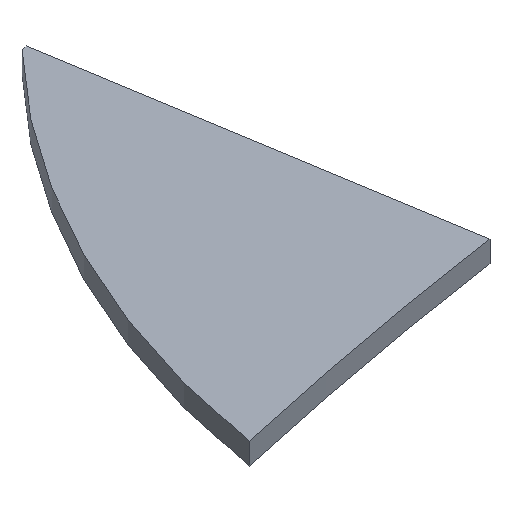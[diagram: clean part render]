
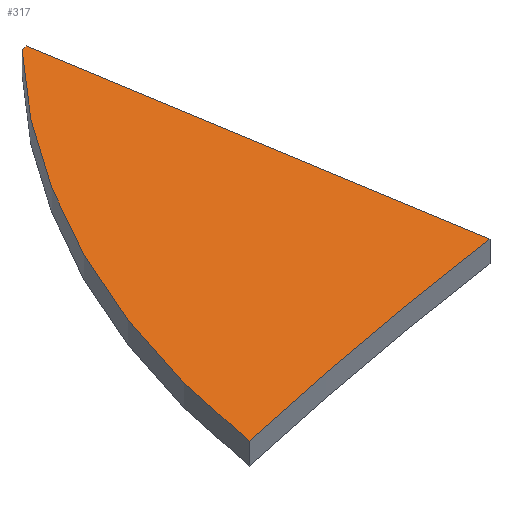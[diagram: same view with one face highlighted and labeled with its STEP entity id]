
A CAD part, isometric view. The second image highlights one B-rep face of the part: STEP entity #317.
In plain terms, the highlighted planar face has unit normal (0, 0, 1).
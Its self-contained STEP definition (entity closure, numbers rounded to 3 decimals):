
#160=CARTESIAN_POINT('',(-352.318,57.626,9.0));
#161=VERTEX_POINT('',#160);
#162=CARTESIAN_POINT('',(-258.219,246.519,9.0));
#163=VERTEX_POINT('',#162);
#164=CARTESIAN_POINT('',(0.0,0.0,9.0));
#165=DIRECTION('',(0.0,0.0,-1.));
#166=DIRECTION('',(-0.723,0.691,0.0));
#167=AXIS2_PLACEMENT_3D('',#164,#165,#166);
#168=CIRCLE('',#167,357.0);
#169=EDGE_CURVE('',#161,#163,#168,.T.);
#202=CARTESIAN_POINT('',(-256.044,246.874,9.0));
#203=VERTEX_POINT('',#202);
#204=CARTESIAN_POINT('',(0.,-1332.,9.0));
#205=DIRECTION('',(0.0,0.0,-1.));
#206=DIRECTION('',(-0.16,0.987,0.0));
#207=AXIS2_PLACEMENT_3D('',#204,#205,#206);
#208=CIRCLE('',#207,1599.5);
#209=EDGE_CURVE('',#163,#203,#208,.T.);
#235=CARTESIAN_POINT('',(-229.101,80.403,9.0));
#236=VERTEX_POINT('',#235);
#237=CARTESIAN_POINT('',(-256.044,246.874,9.0));
#238=DIRECTION('',(0.16,-0.987,0.0));
#239=VECTOR('',#238,168.637);
#240=LINE('',#237,#239);
#241=EDGE_CURVE('',#203,#236,#240,.T.);
#266=CARTESIAN_POINT('',(0.,-1503.615,9.0));
#267=DIRECTION('',(0.0,0.0,1.));
#268=DIRECTION('',(0.143,-0.99,0.0));
#269=AXIS2_PLACEMENT_3D('',#266,#267,#268);
#270=CIRCLE('',#269,1600.5);
#271=EDGE_CURVE('',#236,#161,#270,.T.);
#306=CARTESIAN_POINT('',(-284.395,137.873,9.0));
#307=DIRECTION('',(0.0,0.0,1.0));
#308=DIRECTION('',(1.0,0.0,0.0));
#309=AXIS2_PLACEMENT_3D('',#306,#307,#308);
#310=PLANE('',#309);
#311=ORIENTED_EDGE('',*,*,#169,.F.);
#312=ORIENTED_EDGE('',*,*,#271,.F.);
#313=ORIENTED_EDGE('',*,*,#241,.F.);
#314=ORIENTED_EDGE('',*,*,#209,.F.);
#315=EDGE_LOOP('',(#311,#312,#313,#314));
#316=FACE_OUTER_BOUND('',#315,.T.);
#317=ADVANCED_FACE('',(#316),#310,.T.);
